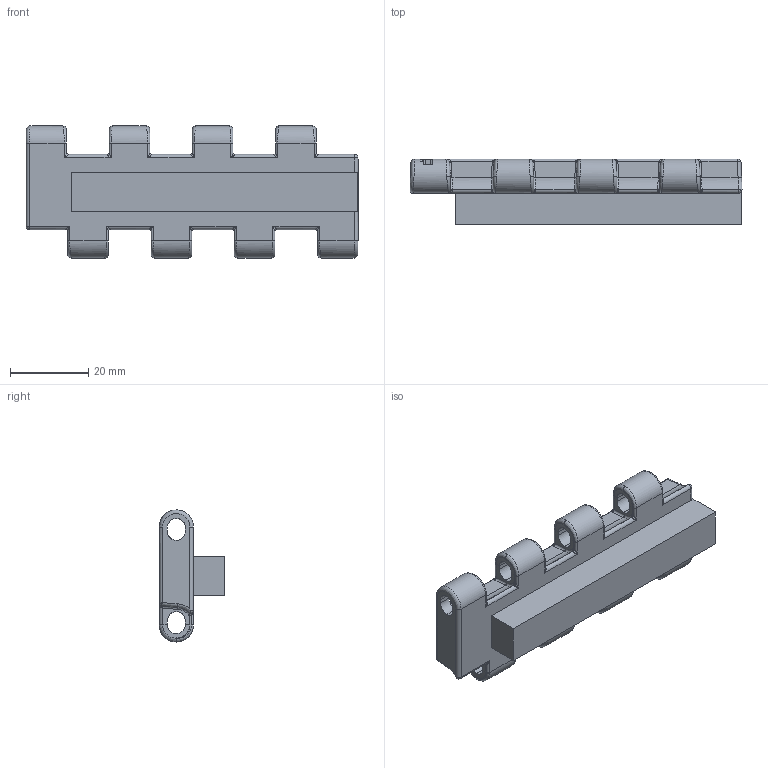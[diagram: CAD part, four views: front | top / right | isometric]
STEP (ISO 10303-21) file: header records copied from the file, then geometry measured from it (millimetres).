
FILE_DESCRIPTION (( 'STEP AP214' ), '1' );
FILE_NAME ('LF9253.1EL008.STEP', '2021-03-12T07:43:56', ( '' ), ( '' ), 'SwSTEP 2.0', 'SolidWorks 2019', '' );
FILE_SCHEMA (( 'AUTOMOTIVE_DESIGN' ));
Length unit declared in the file: millimetre
Products named in the file (1): LF9253.1EL008
Bounding box: 84.74 x 16.7 x 33.7 mm (x, y, z)
Volume: 17145.9 mm3; surface area: 10097.3 mm2
Topology: 1 solids, 1 shells, 596 faces, 1549 edges, 887 vertices
Faces by surface type: cylinder 246, bspline 178, plane 127, sphere 25, torus 20
Entity records: 26258 total; most frequent: CARTESIAN_POINT 14016, ORIENTED_EDGE 2990, DIRECTION 2067, EDGE_CURVE 1495, VERTEX_POINT 887, AXIS2_PLACEMENT_3D 763, EDGE_LOOP 602, FACE_OUTER_BOUND 596
